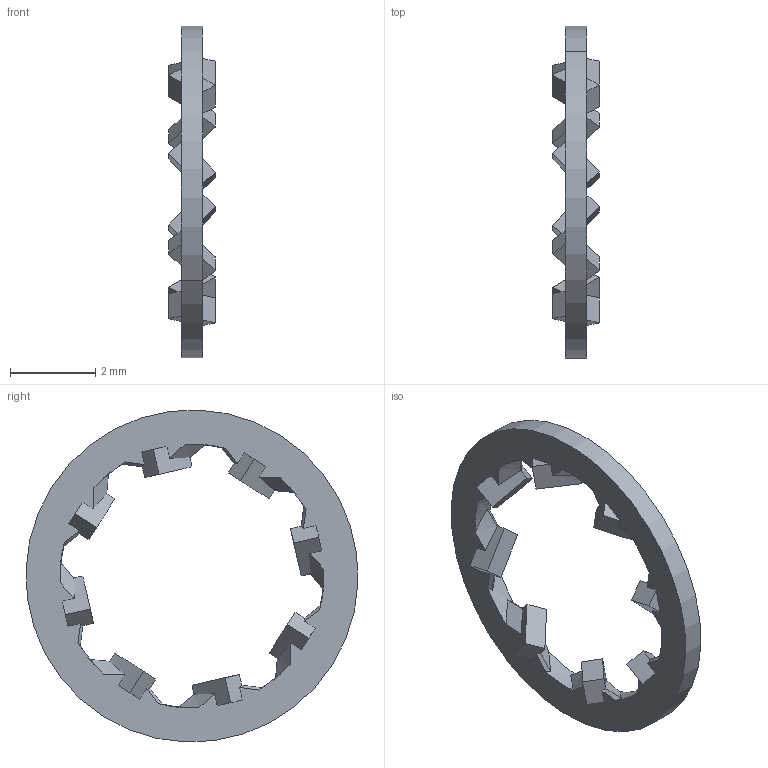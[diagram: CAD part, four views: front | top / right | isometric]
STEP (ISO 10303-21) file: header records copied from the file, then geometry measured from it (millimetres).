
FILE_DESCRIPTION((''),'2;1');
FILE_NAME('SAMTEC_SMB5-J-P-H-RA-TH1_Washer.stp','2010-12-06T11:04:50',(''),(''),'Mechanical Desktop 2011','Mechanical Desktop 2011',', , ');
FILE_SCHEMA(('AUTOMOTIVE_DESIGN { 1 2 10303 214 1 1 1 1 }'));
Length unit declared in the file: millimetre
Products named in the file (1): Product
Bounding box: 1.1 x 7.79 x 7.79 mm (x, y, z)
Volume: 11.9 mm3; surface area: 74.5 mm2
Topology: 1 solids, 1 shells, 100 faces, 294 edges, 196 vertices
Faces by surface type: plane 58, bspline 32, cylinder 10
Entity records: 3679 total; most frequent: CARTESIAN_POINT 1295, ORIENTED_EDGE 588, DIRECTION 324, EDGE_CURVE 294, VERTEX_POINT 196, VECTOR 146, LINE 146, QUASI_UNIFORM_CURVE 128
